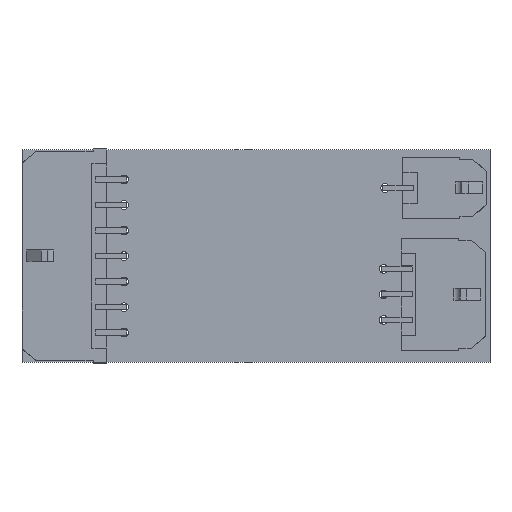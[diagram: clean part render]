
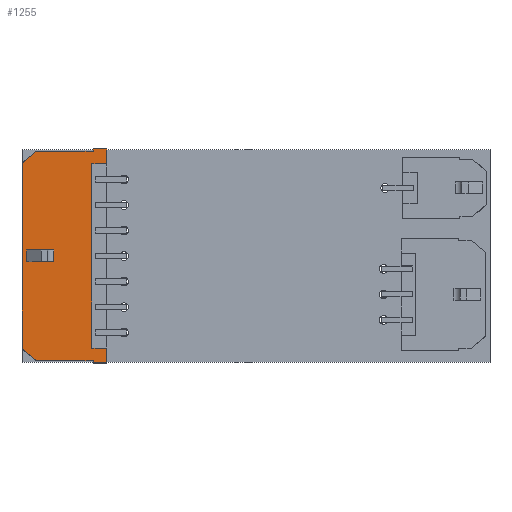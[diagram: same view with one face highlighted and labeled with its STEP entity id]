
A CAD part, top view. The second image highlights one B-rep face of the part: STEP entity #1255.
In plain terms, the highlighted face is planar.
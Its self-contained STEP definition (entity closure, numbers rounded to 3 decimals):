
#137 = VERTEX_POINT('',#138);
#138 = CARTESIAN_POINT('',(-12.325,3.43,3.305));
#144 = EDGE_CURVE('',#145,#137,#147,.T.);
#145 = VERTEX_POINT('',#146);
#146 = CARTESIAN_POINT('',(-12.325,3.43,-3.355));
#147 = LINE('',#148,#149);
#148 = CARTESIAN_POINT('',(-12.325,3.43,-3.355));
#149 = VECTOR('',#150,1.);
#150 = DIRECTION('',(0.,0.,1.));
#896 = VERTEX_POINT('',#897);
#897 = CARTESIAN_POINT('',(12.325,3.43,-3.355));
#903 = EDGE_CURVE('',#896,#904,#906,.T.);
#904 = VERTEX_POINT('',#905);
#905 = CARTESIAN_POINT('',(12.325,3.43,3.305));
#906 = LINE('',#907,#908);
#907 = CARTESIAN_POINT('',(12.325,3.43,-3.355));
#908 = VECTOR('',#909,1.);
#909 = DIRECTION('',(0.,0.,1.));
#1111 = EDGE_CURVE('',#904,#1112,#1114,.T.);
#1112 = VERTEX_POINT('',#1113);
#1113 = CARTESIAN_POINT('',(10.94,3.43,4.955));
#1114 = LINE('',#1115,#1116);
#1115 = CARTESIAN_POINT('',(12.325,3.43,3.305));
#1116 = VECTOR('',#1117,1.);
#1117 = DIRECTION('',(-0.643,0.,0.766));
#1204 = VERTEX_POINT('',#1205);
#1205 = CARTESIAN_POINT('',(-10.94,3.43,4.955));
#1211 = EDGE_CURVE('',#1204,#137,#1212,.T.);
#1212 = LINE('',#1213,#1214);
#1213 = CARTESIAN_POINT('',(-10.94,3.43,4.955));
#1214 = VECTOR('',#1215,1.);
#1215 = DIRECTION('',(-0.643,0.,-0.766));
#1255 = ADVANCED_FACE('',(#1256,#1338),#1372,.T.);
#1256 = FACE_BOUND('',#1257,.T.);
#1257 = EDGE_LOOP('',(#1258,#1268,#1276,#1282,#1283,#1284,#1290,#1291,
    #1292,#1300,#1308,#1316,#1324,#1332));
#1258 = ORIENTED_EDGE('',*,*,#1259,.T.);
#1259 = EDGE_CURVE('',#1260,#1262,#1264,.T.);
#1260 = VERTEX_POINT('',#1261);
#1261 = CARTESIAN_POINT('',(-10.825,3.43,-4.955));
#1262 = VERTEX_POINT('',#1263);
#1263 = CARTESIAN_POINT('',(-12.575,3.43,-4.955));
#1264 = LINE('',#1265,#1266);
#1265 = CARTESIAN_POINT('',(-10.825,3.43,-4.955));
#1266 = VECTOR('',#1267,1.);
#1267 = DIRECTION('',(-1.,0.,0.));
#1268 = ORIENTED_EDGE('',*,*,#1269,.T.);
#1269 = EDGE_CURVE('',#1262,#1270,#1272,.T.);
#1270 = VERTEX_POINT('',#1271);
#1271 = CARTESIAN_POINT('',(-12.575,3.43,-3.355));
#1272 = LINE('',#1273,#1274);
#1273 = CARTESIAN_POINT('',(-12.575,3.43,-4.955));
#1274 = VECTOR('',#1275,1.);
#1275 = DIRECTION('',(0.,0.,1.));
#1276 = ORIENTED_EDGE('',*,*,#1277,.T.);
#1277 = EDGE_CURVE('',#1270,#145,#1278,.T.);
#1278 = LINE('',#1279,#1280);
#1279 = CARTESIAN_POINT('',(-12.575,3.43,-3.355));
#1280 = VECTOR('',#1281,1.);
#1281 = DIRECTION('',(1.,0.,0.));
#1282 = ORIENTED_EDGE('',*,*,#144,.T.);
#1283 = ORIENTED_EDGE('',*,*,#1211,.F.);
#1284 = ORIENTED_EDGE('',*,*,#1285,.T.);
#1285 = EDGE_CURVE('',#1204,#1112,#1286,.T.);
#1286 = LINE('',#1287,#1288);
#1287 = CARTESIAN_POINT('',(-10.94,3.43,4.955));
#1288 = VECTOR('',#1289,1.);
#1289 = DIRECTION('',(1.,0.,0.));
#1290 = ORIENTED_EDGE('',*,*,#1111,.F.);
#1291 = ORIENTED_EDGE('',*,*,#903,.F.);
#1292 = ORIENTED_EDGE('',*,*,#1293,.T.);
#1293 = EDGE_CURVE('',#896,#1294,#1296,.T.);
#1294 = VERTEX_POINT('',#1295);
#1295 = CARTESIAN_POINT('',(12.575,3.43,-3.355));
#1296 = LINE('',#1297,#1298);
#1297 = CARTESIAN_POINT('',(12.325,3.43,-3.355));
#1298 = VECTOR('',#1299,1.);
#1299 = DIRECTION('',(1.,0.,0.));
#1300 = ORIENTED_EDGE('',*,*,#1301,.T.);
#1301 = EDGE_CURVE('',#1294,#1302,#1304,.T.);
#1302 = VERTEX_POINT('',#1303);
#1303 = CARTESIAN_POINT('',(12.575,3.43,-4.955));
#1304 = LINE('',#1305,#1306);
#1305 = CARTESIAN_POINT('',(12.575,3.43,-3.355));
#1306 = VECTOR('',#1307,1.);
#1307 = DIRECTION('',(0.,0.,-1.));
#1308 = ORIENTED_EDGE('',*,*,#1309,.T.);
#1309 = EDGE_CURVE('',#1302,#1310,#1312,.T.);
#1310 = VERTEX_POINT('',#1311);
#1311 = CARTESIAN_POINT('',(10.825,3.43,-4.955));
#1312 = LINE('',#1313,#1314);
#1313 = CARTESIAN_POINT('',(12.575,3.43,-4.955));
#1314 = VECTOR('',#1315,1.);
#1315 = DIRECTION('',(-1.,0.,0.));
#1316 = ORIENTED_EDGE('',*,*,#1317,.T.);
#1317 = EDGE_CURVE('',#1310,#1318,#1320,.T.);
#1318 = VERTEX_POINT('',#1319);
#1319 = CARTESIAN_POINT('',(10.825,3.43,-3.205));
#1320 = LINE('',#1321,#1322);
#1321 = CARTESIAN_POINT('',(10.825,3.43,-4.955));
#1322 = VECTOR('',#1323,1.);
#1323 = DIRECTION('',(0.,0.,1.));
#1324 = ORIENTED_EDGE('',*,*,#1325,.F.);
#1325 = EDGE_CURVE('',#1326,#1318,#1328,.T.);
#1326 = VERTEX_POINT('',#1327);
#1327 = CARTESIAN_POINT('',(-10.825,3.43,-3.205));
#1328 = LINE('',#1329,#1330);
#1329 = CARTESIAN_POINT('',(-10.825,3.43,-3.205));
#1330 = VECTOR('',#1331,1.);
#1331 = DIRECTION('',(1.,0.,0.));
#1332 = ORIENTED_EDGE('',*,*,#1333,.F.);
#1333 = EDGE_CURVE('',#1260,#1326,#1334,.T.);
#1334 = LINE('',#1335,#1336);
#1335 = CARTESIAN_POINT('',(-10.825,3.43,-4.955));
#1336 = VECTOR('',#1337,1.);
#1337 = DIRECTION('',(0.,0.,1.));
#1338 = FACE_BOUND('',#1339,.T.);
#1339 = EDGE_LOOP('',(#1340,#1350,#1358,#1366));
#1340 = ORIENTED_EDGE('',*,*,#1341,.T.);
#1341 = EDGE_CURVE('',#1342,#1344,#1346,.T.);
#1342 = VERTEX_POINT('',#1343);
#1343 = CARTESIAN_POINT('',(-0.7,3.43,1.255));
#1344 = VERTEX_POINT('',#1345);
#1345 = CARTESIAN_POINT('',(0.7,3.43,1.255));
#1346 = LINE('',#1347,#1348);
#1347 = CARTESIAN_POINT('',(-0.7,3.43,1.255));
#1348 = VECTOR('',#1349,1.);
#1349 = DIRECTION('',(1.,0.,0.));
#1350 = ORIENTED_EDGE('',*,*,#1351,.F.);
#1351 = EDGE_CURVE('',#1352,#1344,#1354,.T.);
#1352 = VERTEX_POINT('',#1353);
#1353 = CARTESIAN_POINT('',(0.7,3.43,4.415));
#1354 = LINE('',#1355,#1356);
#1355 = CARTESIAN_POINT('',(0.7,3.43,4.415));
#1356 = VECTOR('',#1357,1.);
#1357 = DIRECTION('',(0.,0.,-1.));
#1358 = ORIENTED_EDGE('',*,*,#1359,.F.);
#1359 = EDGE_CURVE('',#1360,#1352,#1362,.T.);
#1360 = VERTEX_POINT('',#1361);
#1361 = CARTESIAN_POINT('',(-0.7,3.43,4.415));
#1362 = LINE('',#1363,#1364);
#1363 = CARTESIAN_POINT('',(-0.7,3.43,4.415));
#1364 = VECTOR('',#1365,1.);
#1365 = DIRECTION('',(1.,0.,0.));
#1366 = ORIENTED_EDGE('',*,*,#1367,.T.);
#1367 = EDGE_CURVE('',#1360,#1342,#1368,.T.);
#1368 = LINE('',#1369,#1370);
#1369 = CARTESIAN_POINT('',(-0.7,3.43,4.415));
#1370 = VECTOR('',#1371,1.);
#1371 = DIRECTION('',(0.,0.,-1.));
#1372 = PLANE('',#1373);
#1373 = AXIS2_PLACEMENT_3D('',#1374,#1375,#1376);
#1374 = CARTESIAN_POINT('',(-12.325,3.43,-4.955));
#1375 = DIRECTION('',(-0.,1.,0.));
#1376 = DIRECTION('',(1.,0.,0.));
